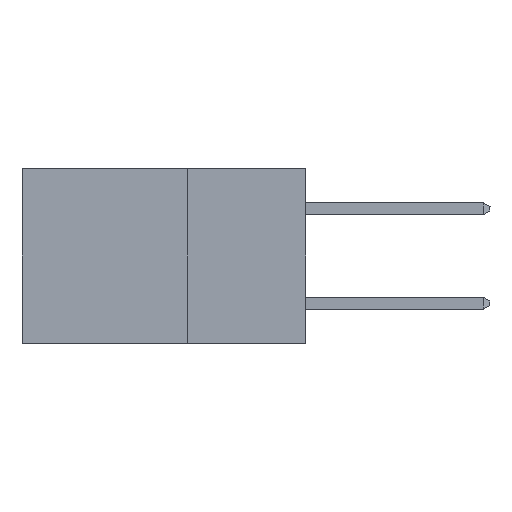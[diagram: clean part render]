
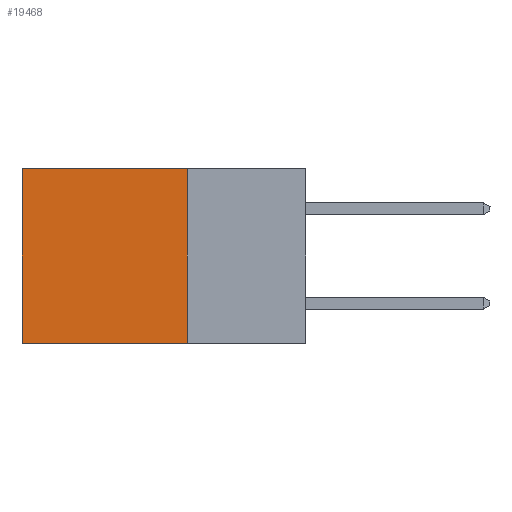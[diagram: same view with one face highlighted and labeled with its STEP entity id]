
A CAD part, left-side view. The second image highlights one B-rep face of the part: STEP entity #19468.
In plain terms, the highlighted planar face has unit normal (-1, 0, 0).
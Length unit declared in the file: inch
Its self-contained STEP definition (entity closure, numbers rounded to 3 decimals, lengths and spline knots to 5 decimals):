
#1523 = DIRECTION ( 'NONE',  ( 0., 1., 0. ) ) ;
#2432 = LINE ( 'NONE', #32166, #8577 ) ;
#2756 = VECTOR ( 'NONE', #7896, 39.37008 ) ;
#3317 = LINE ( 'NONE', #4164, #23052 ) ;
#3470 = EDGE_CURVE ( 'NONE', #17345, #18435, #28870, .T. ) ;
#4164 = CARTESIAN_POINT ( 'NONE',  ( 0.298, 0.6, 0. ) ) ;
#5256 = CARTESIAN_POINT ( 'NONE',  ( 0.298, 0.25, 0. ) ) ;
#6418 = EDGE_LOOP ( 'NONE', ( #27989, #13533, #6962, #18762 ) ) ;
#6962 = ORIENTED_EDGE ( 'NONE', *, *, #3470, .F. ) ;
#7295 = PLANE ( 'NONE',  #8579 ) ;
#7896 = DIRECTION ( 'NONE',  ( 0., 1., 0. ) ) ;
#8539 = VECTOR ( 'NONE', #32630, 39.37008 ) ;
#8577 = VECTOR ( 'NONE', #1523, 39.37008 ) ;
#8579 = AXIS2_PLACEMENT_3D ( 'NONE', #22633, #25159, #9941 ) ;
#9941 = DIRECTION ( 'NONE',  ( 0., 0., -1. ) ) ;
#10437 = FACE_OUTER_BOUND ( 'NONE', #6418, .T. ) ;
#13203 = EDGE_CURVE ( 'NONE', #17345, #18594, #29211, .T. ) ;
#13533 = ORIENTED_EDGE ( 'NONE', *, *, #30966, .F. ) ;
#17345 = VERTEX_POINT ( 'NONE', #21737 ) ;
#18435 = VERTEX_POINT ( 'NONE', #18857 ) ;
#18594 = VERTEX_POINT ( 'NONE', #21916 ) ;
#18762 = ORIENTED_EDGE ( 'NONE', *, *, #13203, .T. ) ;
#18857 = CARTESIAN_POINT ( 'NONE',  ( 0.298, 0.25, -0.37 ) ) ;
#19468 = ADVANCED_FACE ( 'NONE', ( #10437 ), #7295, .F. ) ;
#21737 = CARTESIAN_POINT ( 'NONE',  ( 0.298, 0.25, 0. ) ) ;
#21916 = CARTESIAN_POINT ( 'NONE',  ( 0.298, 0.6, 0. ) ) ;
#22633 = CARTESIAN_POINT ( 'NONE',  ( 0.298, 0.25, 0. ) ) ;
#23052 = VECTOR ( 'NONE', #27238, 39.37008 ) ;
#25046 = CARTESIAN_POINT ( 'NONE',  ( 0.298, 0.6, -0.37 ) ) ;
#25159 = DIRECTION ( 'NONE',  ( 1., 0., 0. ) ) ;
#27238 = DIRECTION ( 'NONE',  ( 0., 0., -1. ) ) ;
#27517 = VERTEX_POINT ( 'NONE', #25046 ) ;
#27989 = ORIENTED_EDGE ( 'NONE', *, *, #30063, .T. ) ;
#28870 = LINE ( 'NONE', #32597, #8539 ) ;
#29211 = LINE ( 'NONE', #5256, #2756 ) ;
#30063 = EDGE_CURVE ( 'NONE', #18594, #27517, #3317, .T. ) ;
#30966 = EDGE_CURVE ( 'NONE', #18435, #27517, #2432, .T. ) ;
#32166 = CARTESIAN_POINT ( 'NONE',  ( 0.298, 0.25, -0.37 ) ) ;
#32597 = CARTESIAN_POINT ( 'NONE',  ( 0.298, 0.25, 0. ) ) ;
#32630 = DIRECTION ( 'NONE',  ( 0., 0., -1. ) ) ;
